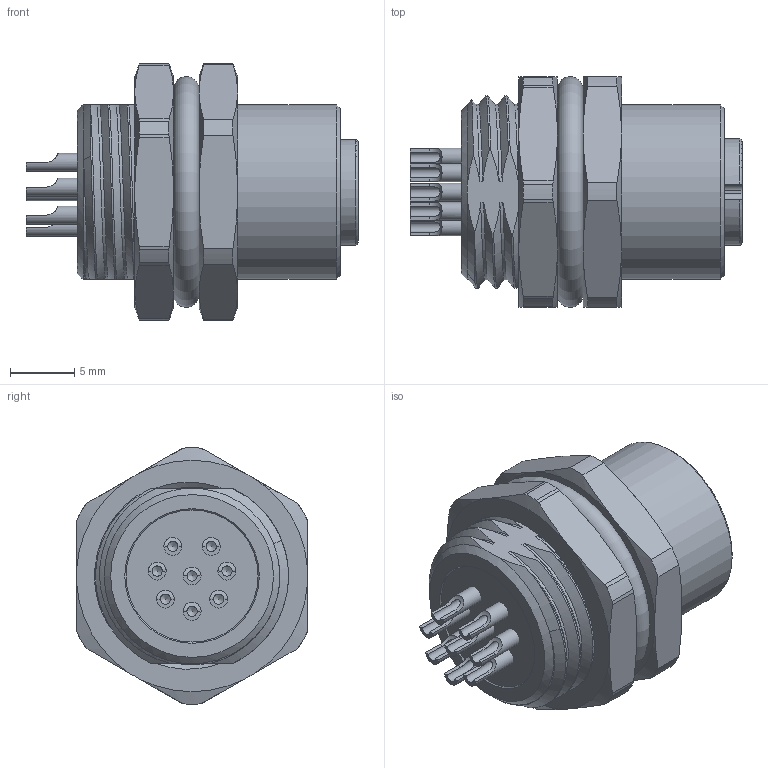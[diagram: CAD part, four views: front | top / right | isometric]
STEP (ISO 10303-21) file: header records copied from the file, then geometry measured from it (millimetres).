
FILE_DESCRIPTION(/* description */ ('Unknown'),/* implementation_level */ '2;1');
FILE_NAME(/* name */ '643060100608',/* time_stamp */ '2021-03-10T17:24:11+01:00',/* author */ ('Unknown'),/* organization */ ('Unknown'),/* preprocessor_version */ 'ST-DEVELOPER v16.7',/* originating_system */ 'DEX',/* authorisation */ $);
FILE_SCHEMA (('AUTOMOTIVE_DESIGN {1 0 10303 214 3 1 1}'));
Length unit declared in the file: millimetre
Products named in the file (8): 6430601006xx; 643060100608; 643xx01004xx_Seal_inner; 6430601006xx_Housing; 643060100608_Pin; 6430601006xx_Resin; 643xx01004xx_Seal_outer; 643xx01006xx_Nut
Assembly tree (14 placements, depth 2):
  6430601006xx
    643060100608
    643xx01004xx_Seal_inner
    6430601006xx_Housing
    643060100608_Pin  x8
    6430601006xx_Resin
    643xx01004xx_Seal_outer
    643xx01006xx_Nut
Bounding box: 25.9 x 18.01 x 20 mm (x, y, z)
Volume: 3711.6 mm3; surface area: 6359.1 mm2
Topology: 14 solids, 14 shells, 668 faces, 1567 edges, 1000 vertices
Faces by surface type: plane 256, cylinder 222, cone 130, torus 35, bspline 25
Full cylindrical faces by diameter (mm): 0.8 x8, 0.85 x8, 1 x8, 1.1 x8, 1.34 x8, 1.4 x40, 1.45 x8, 1.53 x32, 1.56 x16, 1.7 x5, 1.9 x5, 8.3 x1, 8.74 x2, 9.14 x1, 9.16 x1, 9.5 x14, 10.58 x1, 10.6 x1, 13.6 x1
Entity records: 20459 total; most frequent: CARTESIAN_POINT 12734, DIRECTION 1515, ORIENTED_EDGE 1418, EDGE_CURVE 709, AXIS2_PLACEMENT_3D 644, FACE_BOUND 545, EDGE_LOOP 541, VERTEX_POINT 528
